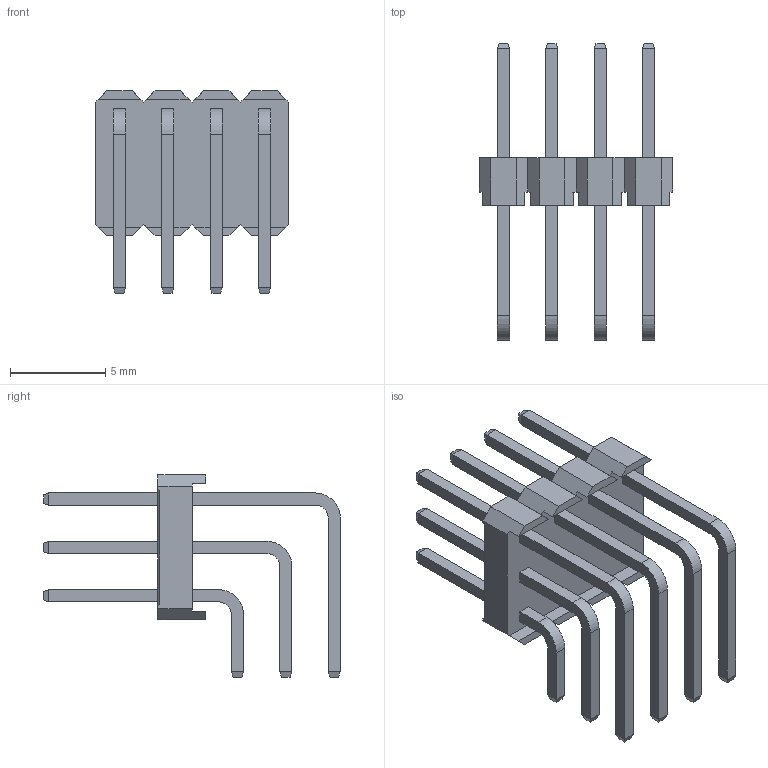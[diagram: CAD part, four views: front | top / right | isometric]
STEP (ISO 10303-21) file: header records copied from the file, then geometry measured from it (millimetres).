
FILE_DESCRIPTION(('STEP AP214'), '1');
FILE_NAME('PLT-R1', '', ('UNSPECIFIED'), ('UNSPECIFIED'), 'ASCON STEP Converter 1.6', 'ASCON Math Kernel', '');
FILE_SCHEMA(('AUTOMOTIVE_DESIGN { 1 0 10303 214 3 1 1}'));
Length unit declared in the file: millimetre
Bounding box: 10.16 x 15.58 x 10.62 mm (x, y, z)
Volume: 222.2 mm3; surface area: 768.6 mm2
Topology: 1 solids, 1 shells, 331 faces, 810 edges, 508 vertices
Faces by surface type: plane 307, cylinder 24
Entity records: 12132 total; most frequent: CARTESIAN_POINT 1650, ORIENTED_EDGE 1620, DIRECTION 1522, EDGE_CURVE 810, LINE 762, VECTOR 762, VERTEX_POINT 508, AXIS2_PLACEMENT_3D 380
